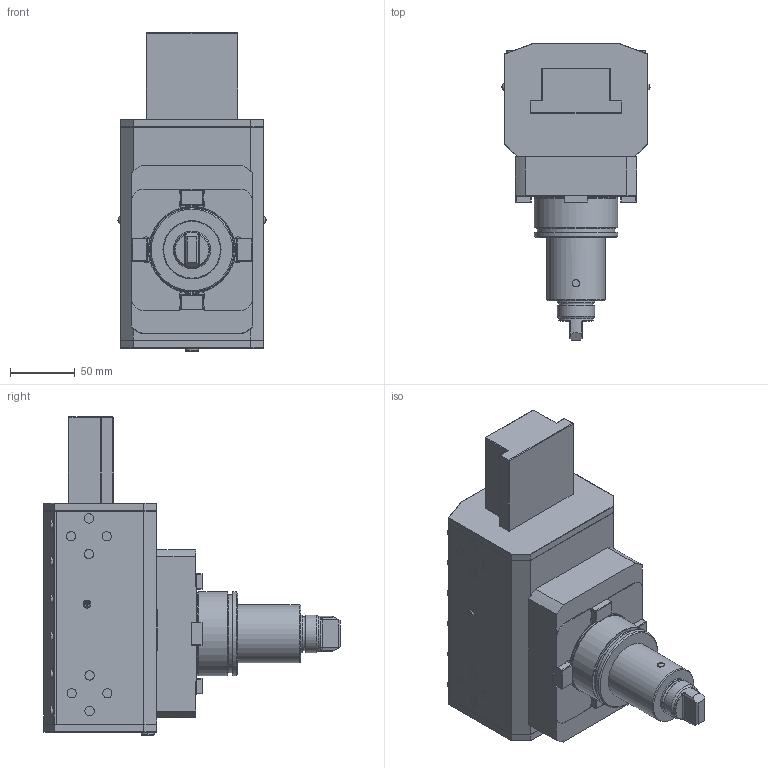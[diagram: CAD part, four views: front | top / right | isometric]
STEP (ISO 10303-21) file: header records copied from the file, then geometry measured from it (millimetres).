
FILE_DESCRIPTION (( 'STEP AP214' ), '1' );
FILE_NAME ('RRPSTRH65131UT65P.STEP', '2025-11-07T13:43:32', ( '' ), ( '' ), 'SwSTEP 2.0', 'SolidWorks 2023', '' );
FILE_SCHEMA (( 'AUTOMOTIVE_DESIGN' ));
Length unit declared in the file: millimetre
Products named in the file (1): RRPSTRH65131UT65P
Bounding box: 114.6 x 229.5 x 246.47 mm (x, y, z)
Volume: 2375491.3 mm3; surface area: 133116.2 mm2
Topology: 1 solids, 2 shells, 782 faces, 1982 edges, 1286 vertices
Faces by surface type: plane 515, cylinder 110, bspline 106, torus 32, cone 15, sphere 4
Full cylindrical faces by diameter (mm): 1.7 x1, 2.1 x1, 5.5 x1, 6.366 x1, 27 x1, 29 x2, 45 x1, 60.3 x1, 64.6 x1, 65 x2
Entity records: 33635 total; most frequent: CARTESIAN_POINT 11870, ORIENTED_EDGE 3908, DIRECTION 3274, EDGE_CURVE 1954, LINE 1342, VECTOR 1342, VERTEX_POINT 1282, AXIS2_PLACEMENT_3D 966
